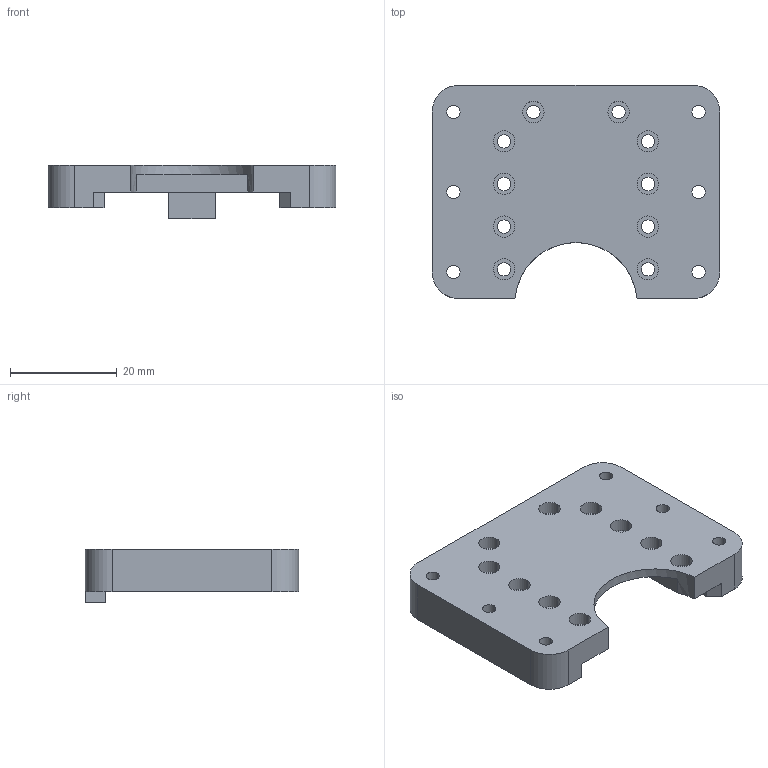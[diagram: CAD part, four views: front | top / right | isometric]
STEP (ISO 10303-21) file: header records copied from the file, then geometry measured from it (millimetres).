
FILE_DESCRIPTION (( 'STEP AP203' ), '1' );
FILE_NAME ('mount servo listwy.STEP', '2025-05-27T18:01:50', ( '' ), ( '' ), 'SwSTEP 2.0', 'SolidWorks 2024', '' );
FILE_SCHEMA (( 'CONFIG_CONTROL_DESIGN' ));
Length unit declared in the file: millimetre
Products named in the file (1): mount servo listwy
Bounding box: 54 x 40 x 10 mm (x, y, z)
Volume: 9947.5 mm3; surface area: 6574.5 mm2
Topology: 1 solids, 1 shells, 130 faces, 336 edges, 224 vertices
Faces by surface type: plane 73, cylinder 57
Entity records: 4137 total; most frequent: DIRECTION 714, CARTESIAN_POINT 691, ORIENTED_EDGE 672, EDGE_CURVE 336, AXIS2_PLACEMENT_3D 247, VERTEX_POINT 224, VECTOR 220, LINE 220
